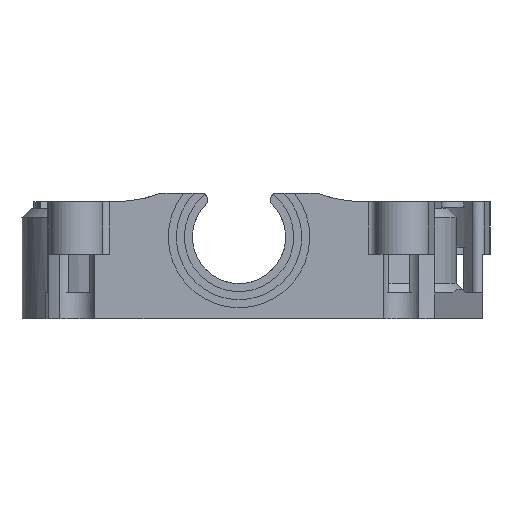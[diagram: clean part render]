
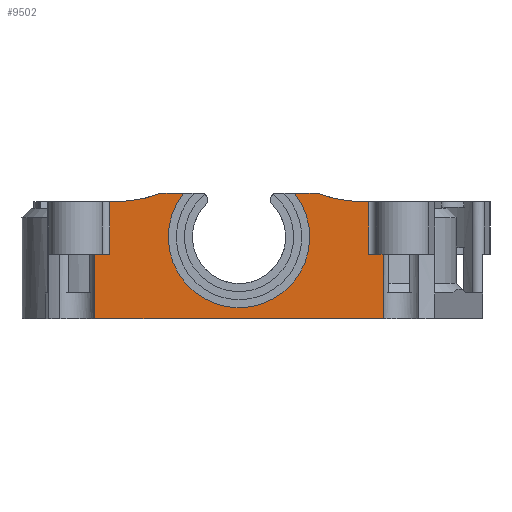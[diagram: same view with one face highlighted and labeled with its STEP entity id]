
A CAD part, front view. The second image highlights one B-rep face of the part: STEP entity #9502.
In plain terms, the highlighted planar face has unit normal (0, -1, 0).
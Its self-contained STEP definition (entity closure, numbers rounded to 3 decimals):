
#1526=LINE('',#18204,#2167);
#1607=LINE('',#19612,#2248);
#1632=LINE('',#19839,#2273);
#1636=LINE('',#19857,#2277);
#1637=LINE('',#19861,#2278);
#1638=LINE('',#19863,#2279);
#1639=LINE('',#19865,#2280);
#1640=LINE('',#19866,#2281);
#1641=LINE('',#19868,#2282);
#1642=LINE('',#19870,#2283);
#1643=LINE('',#19871,#2284);
#2167=VECTOR('',#10627,10.);
#2248=VECTOR('',#10984,10.);
#2273=VECTOR('',#11063,10.);
#2277=VECTOR('',#11085,10.);
#2278=VECTOR('',#11088,10.);
#2279=VECTOR('',#11089,10.);
#2280=VECTOR('',#11090,10.);
#2281=VECTOR('',#11091,10.);
#2282=VECTOR('',#11092,10.);
#2283=VECTOR('',#11093,10.);
#2284=VECTOR('',#11094,10.);
#2439=PLANE('',#9847);
#2905=FACE_OUTER_BOUND('',#3439,.T.);
#3439=EDGE_LOOP('',(#8653,#8654,#8655,#8656,#8657,#8658,#8659,#8660,#8661,
#8662,#8663,#8664,#8665,#8666));
#3638=CIRCLE('',#9844,11.);
#3640=CIRCLE('',#9848,20.);
#3641=CIRCLE('',#9849,20.);
#4402=VERTEX_POINT('',#18201);
#4403=VERTEX_POINT('',#18203);
#4585=VERTEX_POINT('',#19609);
#4586=VERTEX_POINT('',#19611);
#4610=VERTEX_POINT('',#19836);
#4611=VERTEX_POINT('',#19838);
#4614=VERTEX_POINT('',#19848);
#4616=VERTEX_POINT('',#19856);
#4617=VERTEX_POINT('',#19858);
#4618=VERTEX_POINT('',#19860);
#4619=VERTEX_POINT('',#19862);
#4620=VERTEX_POINT('',#19864);
#4621=VERTEX_POINT('',#19867);
#4622=VERTEX_POINT('',#19869);
#5707=EDGE_CURVE('',#4403,#4402,#1526,.T.);
#5952=EDGE_CURVE('',#4585,#4586,#1607,.T.);
#5996=EDGE_CURVE('',#4610,#4611,#1632,.T.);
#6001=EDGE_CURVE('',#4614,#4585,#3638,.T.);
#6005=EDGE_CURVE('',#4616,#4614,#1636,.T.);
#6006=EDGE_CURVE('',#4617,#4616,#3640,.T.);
#6007=EDGE_CURVE('',#4618,#4617,#1637,.T.);
#6008=EDGE_CURVE('',#4618,#4619,#1638,.T.);
#6009=EDGE_CURVE('',#4620,#4619,#1639,.T.);
#6010=EDGE_CURVE('',#4403,#4620,#1640,.T.);
#6011=EDGE_CURVE('',#4402,#4621,#1641,.T.);
#6012=EDGE_CURVE('',#4622,#4621,#1642,.T.);
#6013=EDGE_CURVE('',#4611,#4622,#1643,.T.);
#6014=EDGE_CURVE('',#4586,#4610,#3641,.T.);
#8653=ORIENTED_EDGE('',*,*,#6001,.F.);
#8654=ORIENTED_EDGE('',*,*,#6005,.F.);
#8655=ORIENTED_EDGE('',*,*,#6006,.F.);
#8656=ORIENTED_EDGE('',*,*,#6007,.F.);
#8657=ORIENTED_EDGE('',*,*,#6008,.T.);
#8658=ORIENTED_EDGE('',*,*,#6009,.F.);
#8659=ORIENTED_EDGE('',*,*,#6010,.F.);
#8660=ORIENTED_EDGE('',*,*,#5707,.T.);
#8661=ORIENTED_EDGE('',*,*,#6011,.T.);
#8662=ORIENTED_EDGE('',*,*,#6012,.F.);
#8663=ORIENTED_EDGE('',*,*,#6013,.F.);
#8664=ORIENTED_EDGE('',*,*,#5996,.F.);
#8665=ORIENTED_EDGE('',*,*,#6014,.F.);
#8666=ORIENTED_EDGE('',*,*,#5952,.F.);
#9502=ADVANCED_FACE('',(#2905),#2439,.F.);
#9844=AXIS2_PLACEMENT_3D('',#19849,#11075,#11076);
#9847=AXIS2_PLACEMENT_3D('',#19855,#11083,#11084);
#9848=AXIS2_PLACEMENT_3D('',#19859,#11086,#11087);
#9849=AXIS2_PLACEMENT_3D('',#19872,#11095,#11096);
#10627=DIRECTION('',(1.,0.,0.));
#10984=DIRECTION('',(1.,0.,0.));
#11063=DIRECTION('',(1.,0.,0.));
#11075=DIRECTION('center_axis',(0.,-1.,0.));
#11076=DIRECTION('ref_axis',(1.,0.,0.));
#11083=DIRECTION('center_axis',(0.,1.,0.));
#11084=DIRECTION('ref_axis',(-1.,0.,0.));
#11085=DIRECTION('',(1.,0.,0.));
#11086=DIRECTION('center_axis',(0.,-1.,0.));
#11087=DIRECTION('ref_axis',(0.475,0.,-0.88));
#11088=DIRECTION('',(1.,0.,0.));
#11089=DIRECTION('',(0.,0.,-1.));
#11090=DIRECTION('',(1.,0.,0.));
#11091=DIRECTION('',(0.,0.,1.));
#11092=DIRECTION('',(0.,0.,1.));
#11093=DIRECTION('',(1.,0.,0.));
#11094=DIRECTION('',(0.,0.,-1.));
#11095=DIRECTION('center_axis',(0.,-1.,0.));
#11096=DIRECTION('ref_axis',(0.,0.,
-1.));
#18201=CARTESIAN_POINT('',(22.4,-21.4,0.));
#18203=CARTESIAN_POINT('',(-22.4,-21.4,0.));
#18204=CARTESIAN_POINT('',(20.443,-21.4,0.));
#19609=CARTESIAN_POINT('',(8.646,-21.4,19.5));
#19611=CARTESIAN_POINT('',(12.156,-21.4,19.5));
#19612=CARTESIAN_POINT('',(17.278,-21.4,19.5));
#19836=CARTESIAN_POINT('',(19.249,-21.4,18.2));
#19838=CARTESIAN_POINT('',(20.135,-21.4,18.2));
#19839=CARTESIAN_POINT('',(32.218,-21.4,18.2));
#19848=CARTESIAN_POINT('',(-8.646,-21.4,19.5));
#19849=CARTESIAN_POINT('Origin',(0.,-21.4,
12.7));
#19855=CARTESIAN_POINT('Origin',(22.4,-21.4,0.));
#19856=CARTESIAN_POINT('',(-12.156,-21.4,19.5));
#19857=CARTESIAN_POINT('',(17.278,-21.4,19.5));
#19858=CARTESIAN_POINT('',(-19.249,-21.4,18.2));
#19859=CARTESIAN_POINT('Origin',(-19.249,-21.4,38.2));
#19860=CARTESIAN_POINT('',(-20.135,-21.4,18.2));
#19861=CARTESIAN_POINT('',(1.576,-21.4,18.2));
#19862=CARTESIAN_POINT('',(-20.135,-21.4,10.));
#19863=CARTESIAN_POINT('',(-20.135,-21.4,0.));
#19864=CARTESIAN_POINT('',(-22.4,-21.4,10.));
#19865=CARTESIAN_POINT('',(-20.135,-21.4,10.));
#19866=CARTESIAN_POINT('',(-22.4,-21.4,0.));
#19867=CARTESIAN_POINT('',(22.4,-21.4,10.));
#19868=CARTESIAN_POINT('',(22.4,-21.4,0.));
#19869=CARTESIAN_POINT('',(20.135,-21.4,10.));
#19870=CARTESIAN_POINT('',(20.135,-21.4,10.));
#19871=CARTESIAN_POINT('',(20.135,-21.4,0.));
#19872=CARTESIAN_POINT('Origin',(19.249,-21.4,38.2));
